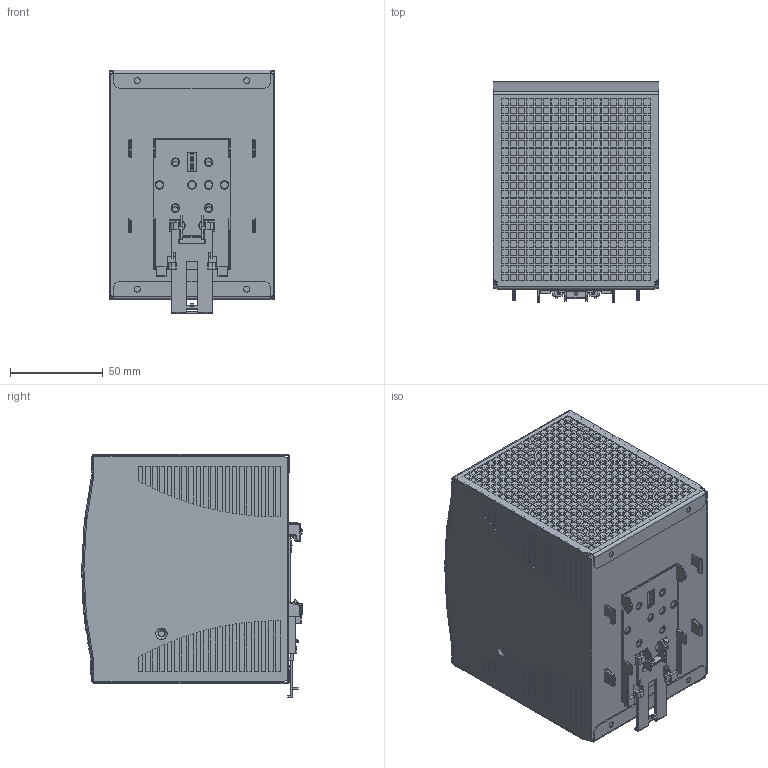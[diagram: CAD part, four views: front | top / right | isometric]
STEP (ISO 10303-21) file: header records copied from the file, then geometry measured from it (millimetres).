
FILE_DESCRIPTION((''),'2;1');
FILE_NAME('WRA240_20140120','2014-01-20T',('rd13'),(''),'PRO/ENGINEER BY PARAMETRIC TECHNOLOGY CORPORATION, 2008230','PRO/ENGINEER BY PARAMETRIC TECHNOLOGY CORPORATION, 2008230','');
FILE_SCHEMA(('AUTOMOTIVE_DESIGN_CC2 { 1 2 10303 214 -1 1 5 2 }'));
Products named in the file (1): WRA240_20140120
Bounding box: 89 x 118.9 x 131.3 mm (x, y, z)
Volume: 1185627.4 mm3; surface area: 111092 mm2
Topology: 3 solids, 3 shells, 4985 faces, 12067 edges, 7874 vertices
Faces by surface type: plane 4276, cylinder 515, torus 93, bspline 78, sphere 14, cone 6, extrusion 3
Entity records: 145015 total; most frequent: CARTESIAN_POINT 27855, ORIENTED_EDGE 24118, DIRECTION 22714, EDGE_CURVE 12059, VECTOR 10800, LINE 10797, VERTEX_POINT 7874, AXIS2_PLACEMENT_3D 5957
